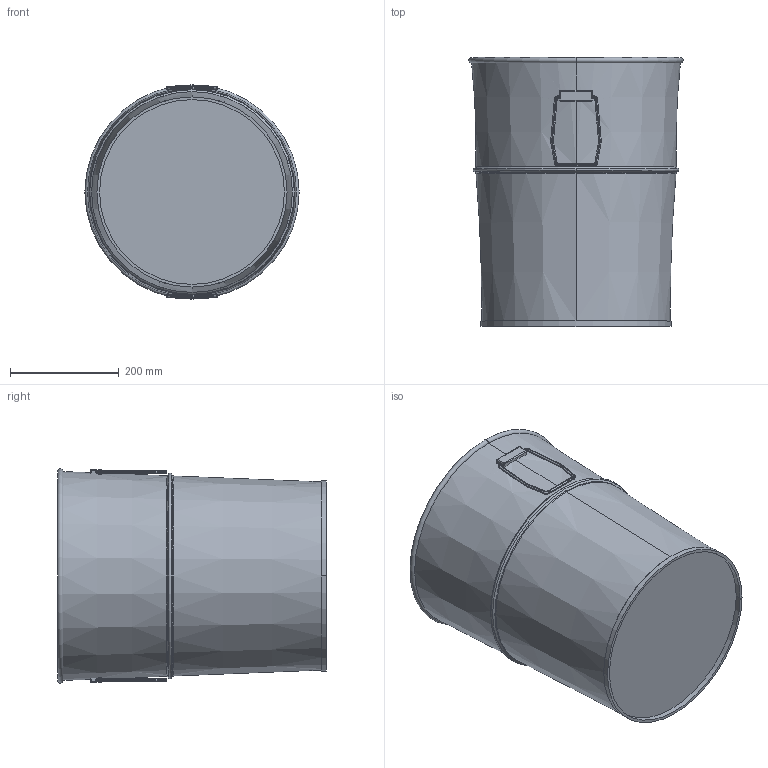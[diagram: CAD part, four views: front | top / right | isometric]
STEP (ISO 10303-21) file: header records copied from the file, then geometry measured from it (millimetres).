
FILE_DESCRIPTION((''),'2;1');
FILE_NAME('000-38200','2025-08-27T15:37:20',('matthias.frey'),(''),'CREO PARAMETRIC BY PTC INC, 2023254','CREO PARAMETRIC BY PTC INC, 2023254','');
FILE_SCHEMA(('CONFIG_CONTROL_DESIGN'));
Length unit declared in the file: millimetre
Products named in the file (1): 000-38200
Bounding box: 394.22 x 495 x 394.22 mm (x, y, z)
Volume: 3315726.7 mm3; surface area: 1355497.7 mm2
Topology: 1 solids, 2 shells, 213 faces, 494 edges, 282 vertices
Faces by surface type: cylinder 94, torus 48, plane 47, cone 16, sphere 8
Entity records: 6226 total; most frequent: CARTESIAN_POINT 1349, DIRECTION 1066, ORIENTED_EDGE 988, EDGE_CURVE 494, AXIS2_PLACEMENT_3D 419, VERTEX_POINT 282, VECTOR 228, LINE 228
